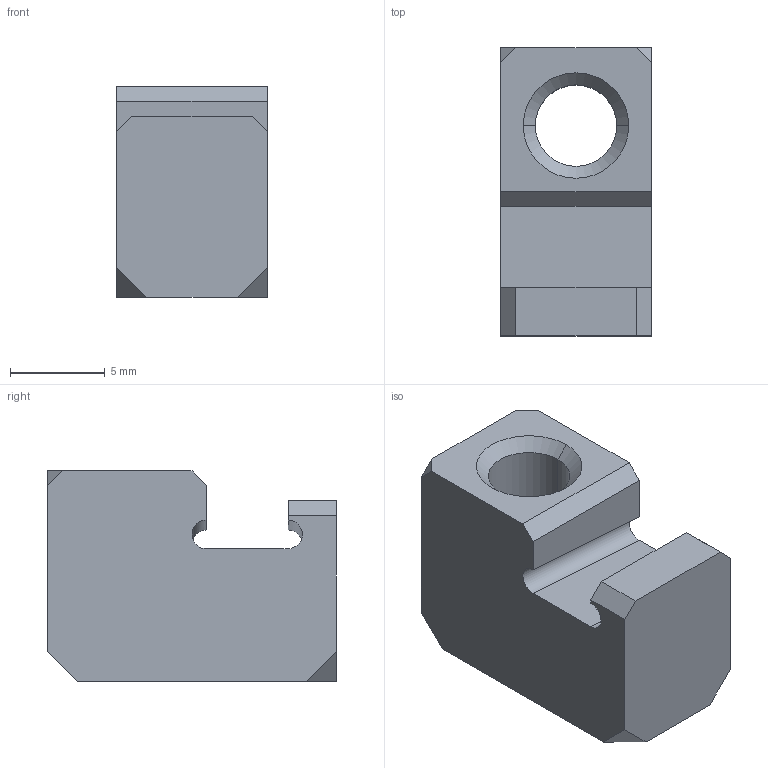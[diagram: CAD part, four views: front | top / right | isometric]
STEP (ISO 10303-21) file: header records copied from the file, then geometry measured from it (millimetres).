
FILE_DESCRIPTION (( 'STEP AP214' ), '1' );
FILE_NAME ('D1400297-104-v5.STEP', '2016-02-18T23:45:55', ( '' ), ( '' ), 'SwSTEP 2.0', 'SolidWorks 2015', '' );
FILE_SCHEMA (( 'AUTOMOTIVE_DESIGN' ));
Length unit declared in the file: inch
Products named in the file (1): D1400297-104-v5
Bounding box: 7.94 x 15.24 x 11.11 mm (x, y, z)
Volume: 964.5 mm3; surface area: 856.1 mm2
Topology: 1 solids, 1 shells, 26 faces, 71 edges, 46 vertices
Faces by surface type: plane 18, cone 4, cylinder 2, bspline 2
Entity records: 883 total; most frequent: CARTESIAN_POINT 183, ORIENTED_EDGE 142, DIRECTION 129, EDGE_CURVE 71, VECTOR 57, LINE 57, VERTEX_POINT 46, AXIS2_PLACEMENT_3D 36
